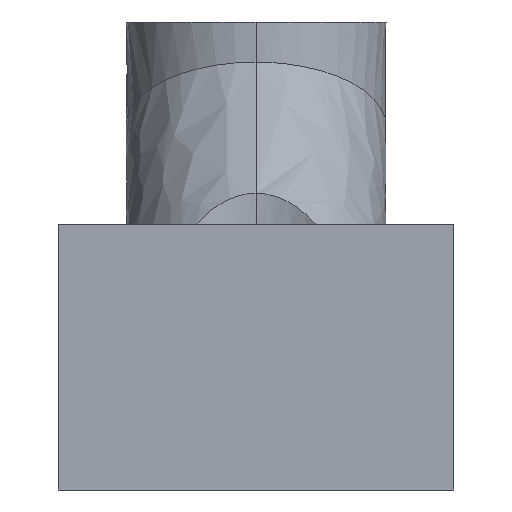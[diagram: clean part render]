
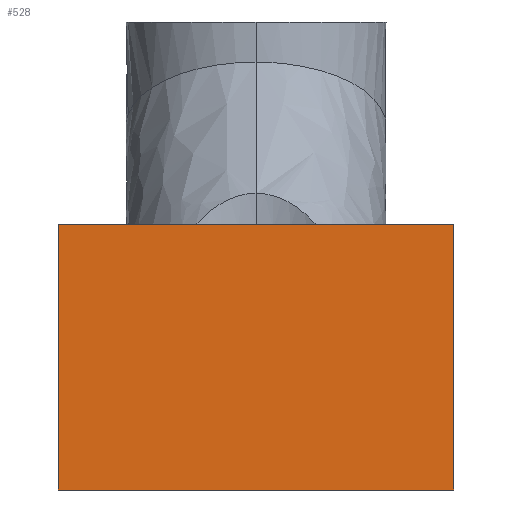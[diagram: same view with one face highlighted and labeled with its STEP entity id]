
A CAD part, left-side view. The second image highlights one B-rep face of the part: STEP entity #528.
In plain terms, the highlighted free-form (B-spline) face has degree [1, 1] with [2, 2] control points.
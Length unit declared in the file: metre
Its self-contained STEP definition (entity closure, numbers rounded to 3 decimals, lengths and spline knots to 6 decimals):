
#12=LINE('',#945,#29);
#18=LINE('',#964,#35);
#22=LINE('',#977,#39);
#24=LINE('',#984,#41);
#29=VECTOR('',#661,1.);
#35=VECTOR('',#673,1.);
#39=VECTOR('',#677,1.);
#41=VECTOR('',#679,1.);
#50=B_SPLINE_SURFACE_WITH_KNOTS('',1,1,((#980,#981),(#982,#983)),
 .PLANE_SURF.,.F.,.F.,.F.,(2,2),(2,2),(0.,1.),(0.,1.),.UNSPECIFIED.);
#188=ORIENTED_EDGE('',*,*,#311,.F.);
#189=ORIENTED_EDGE('',*,*,#320,.F.);
#190=ORIENTED_EDGE('',*,*,#326,.T.);
#191=ORIENTED_EDGE('',*,*,#324,.T.);
#311=EDGE_CURVE('',#381,#382,#12,.T.);
#320=EDGE_CURVE('',#386,#381,#18,.T.);
#324=EDGE_CURVE('',#388,#382,#22,.T.);
#326=EDGE_CURVE('',#386,#388,#24,.T.);
#381=VERTEX_POINT('',#946);
#382=VERTEX_POINT('',#947);
#386=VERTEX_POINT('',#963);
#388=VERTEX_POINT('',#978);
#436=EDGE_LOOP('',(#188,#189,#190,#191));
#475=FACE_BOUND('',#436,.T.);
#528=ADVANCED_FACE('',(#475),#50,.T.);
#661=DIRECTION('',(0.,1.,0.));
#673=DIRECTION('',(0.,0.,-1.));
#677=DIRECTION('',(0.,0.,-1.));
#679=DIRECTION('',(0.,1.,0.));
#945=CARTESIAN_POINT('',(-0.019,0.,0.));
#946=CARTESIAN_POINT('',(-0.019,-0.019,0.));
#947=CARTESIAN_POINT('',(-0.019,0.019,0.));
#963=CARTESIAN_POINT('',(-0.019,-0.019,0.0255));
#964=CARTESIAN_POINT('',(-0.019,-0.019,0.025));
#977=CARTESIAN_POINT('',(-0.019,0.019,0.025));
#978=CARTESIAN_POINT('',(-0.019,0.019,0.0255));
#980=CARTESIAN_POINT('',(-0.019,0.0209,-0.001275));
#981=CARTESIAN_POINT('',(-0.019,0.0209,0.026775));
#982=CARTESIAN_POINT('',(-0.019,-0.0209,-0.001275));
#983=CARTESIAN_POINT('',(-0.019,-0.0209,0.026775));
#984=CARTESIAN_POINT('',(-0.019,0.,0.0255));
